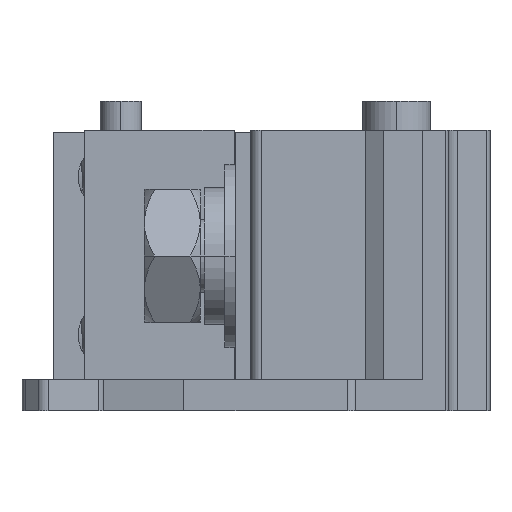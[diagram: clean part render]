
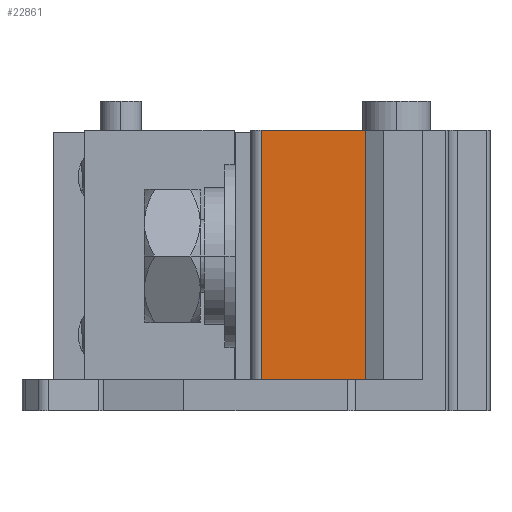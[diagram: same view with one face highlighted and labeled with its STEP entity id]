
A CAD part, left-side view. The second image highlights one B-rep face of the part: STEP entity #22861.
In plain terms, the highlighted planar face has unit normal (-1, 0, 0).
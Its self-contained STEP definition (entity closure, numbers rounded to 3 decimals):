
#55=DIRECTION('',(0.,-1.,0.));
#56=VECTOR('',#55,10.);
#57=CARTESIAN_POINT('',(-27.,-13.5,0.));
#58=LINE('',#57,#56);
#993=DIRECTION('',(0.,-1.,0.));
#994=VECTOR('',#993,10.);
#995=CARTESIAN_POINT('',(-27.,-13.5,24.));
#996=LINE('',#995,#994);
#1534=DIRECTION('',(0.,0.,1.));
#1535=VECTOR('',#1534,24.);
#1536=CARTESIAN_POINT('',(-27.,-23.5,0.));
#1537=LINE('',#1536,#1535);
#1538=DIRECTION('',(0.,0.,1.));
#1539=VECTOR('',#1538,24.);
#1540=CARTESIAN_POINT('',(-27.,-13.5,0.));
#1541=LINE('',#1540,#1539);
#19846=CARTESIAN_POINT('',(-27.,-13.5,24.));
#19848=VERTEX_POINT('',#19846);
#19849=CARTESIAN_POINT('',(-27.,-23.5,24.));
#19850=VERTEX_POINT('',#19849);
#19927=CARTESIAN_POINT('',(-27.,-13.5,0.));
#19928=VERTEX_POINT('',#19927);
#19929=CARTESIAN_POINT('',(-27.,-23.5,0.));
#19930=VERTEX_POINT('',#19929);
#22849=CARTESIAN_POINT('',(-27.,-13.5,0.));
#22850=DIRECTION('',(-1.,0.,0.));
#22851=DIRECTION('',(0.,-1.,0.));
#22852=AXIS2_PLACEMENT_3D('',#22849,#22850,#22851);
#22853=PLANE('',#22852);
#22854=ORIENTED_EDGE('',*,*,#21315,.F.);
#22856=ORIENTED_EDGE('',*,*,#22855,.T.);
#22857=ORIENTED_EDGE('',*,*,#22001,.T.);
#22858=ORIENTED_EDGE('',*,*,#22842,.F.);
#22859=EDGE_LOOP('',(#22854,#22856,#22857,#22858));
#22860=FACE_OUTER_BOUND('',#22859,.F.);
#22861=ADVANCED_FACE('',(#22860),#22853,.T.);
#21315=EDGE_CURVE('',#19928,#19930,#58,.T.);
#22001=EDGE_CURVE('',#19848,#19850,#996,.T.);
#22842=EDGE_CURVE('',#19930,#19850,#1537,.T.);
#22855=EDGE_CURVE('',#19928,#19848,#1541,.T.);
